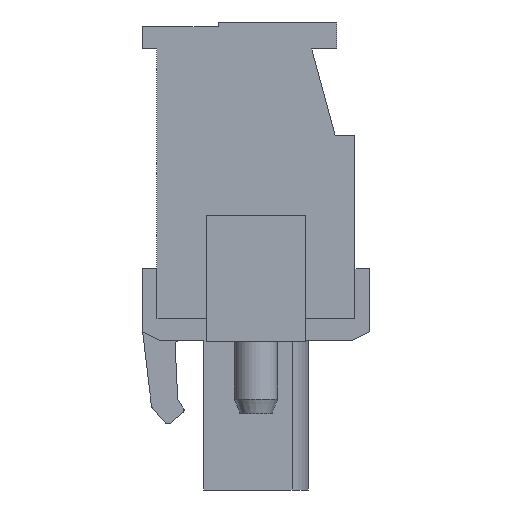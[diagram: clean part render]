
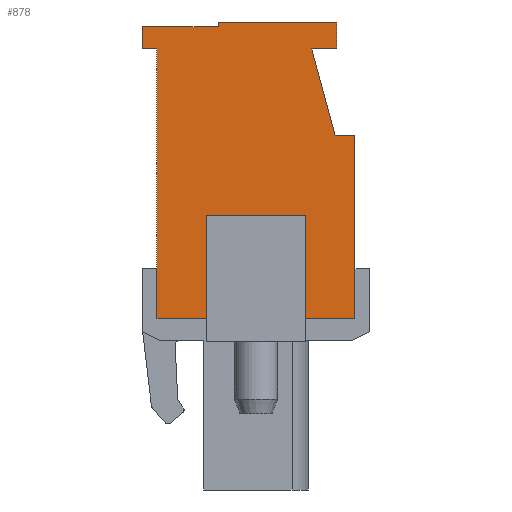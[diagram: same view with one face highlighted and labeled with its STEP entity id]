
A CAD part, left-side view. The second image highlights one B-rep face of the part: STEP entity #878.
In plain terms, the highlighted planar face has unit normal (-1, 0, 0).
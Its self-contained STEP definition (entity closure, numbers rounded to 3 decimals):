
#878 = ADVANCED_FACE( '', ( #1885 ), #1886, .T. );
#1885 = FACE_OUTER_BOUND( '', #3081, .T. );
#1886 = PLANE( '', #3082 );
#3081 = EDGE_LOOP( '', ( #5314, #5315, #5316, #5317, #5318, #5319, #5320, #5321, #5322, #5323, #5324, #5325, #5326, #5327, #5328, #5329 ) );
#3082 = AXIS2_PLACEMENT_3D( '', #5330, #5331, #5332 );
#5314 = ORIENTED_EDGE( '', *, *, #8143, .F. );
#5315 = ORIENTED_EDGE( '', *, *, #7542, .F. );
#5316 = ORIENTED_EDGE( '', *, *, #8065, .F. );
#5317 = ORIENTED_EDGE( '', *, *, #7349, .T. );
#5318 = ORIENTED_EDGE( '', *, *, #7385, .T. );
#5319 = ORIENTED_EDGE( '', *, *, #8144, .T. );
#5320 = ORIENTED_EDGE( '', *, *, #8145, .T. );
#5321 = ORIENTED_EDGE( '', *, *, #8146, .T. );
#5322 = ORIENTED_EDGE( '', *, *, #7691, .T. );
#5323 = ORIENTED_EDGE( '', *, *, #8147, .T. );
#5324 = ORIENTED_EDGE( '', *, *, #8148, .T. );
#5325 = ORIENTED_EDGE( '', *, *, #8118, .T. );
#5326 = ORIENTED_EDGE( '', *, *, #8149, .T. );
#5327 = ORIENTED_EDGE( '', *, *, #8054, .T. );
#5328 = ORIENTED_EDGE( '', *, *, #8150, .T. );
#5329 = ORIENTED_EDGE( '', *, *, #7351, .T. );
#5330 = CARTESIAN_POINT( '', ( -5.08, 0., 0. ) );
#5331 = DIRECTION( '', ( -1., 0., 0. ) );
#5332 = DIRECTION( '', ( 0., 0., 1. ) );
#7349 = EDGE_CURVE( '', #8797, #8795, #8798, .T. );
#7351 = EDGE_CURVE( '', #8774, #8799, #8801, .T. );
#7385 = EDGE_CURVE( '', #8795, #8859, #8861, .T. );
#7542 = EDGE_CURVE( '', #9135, #9136, #9137, .T. );
#7691 = EDGE_CURVE( '', #9385, #9386, #9387, .T. );
#8054 = EDGE_CURVE( '', #9959, #9960, #9961, .T. );
#8065 = EDGE_CURVE( '', #8797, #9135, #9978, .T. );
#8118 = EDGE_CURVE( '', #10055, #10056, #10057, .T. );
#8143 = EDGE_CURVE( '', #9136, #8799, #10090, .T. );
#8144 = EDGE_CURVE( '', #8859, #10091, #10092, .T. );
#8145 = EDGE_CURVE( '', #10091, #10093, #10094, .T. );
#8146 = EDGE_CURVE( '', #10093, #9385, #10095, .T. );
#8147 = EDGE_CURVE( '', #9386, #10096, #10097, .T. );
#8148 = EDGE_CURVE( '', #10096, #10055, #10098, .T. );
#8149 = EDGE_CURVE( '', #10056, #9959, #10099, .T. );
#8150 = EDGE_CURVE( '', #9960, #8774, #10100, .T. );
#8774 = VERTEX_POINT( '', #10879 );
#8795 = VERTEX_POINT( '', #10911 );
#8797 = VERTEX_POINT( '', #10914 );
#8798 = LINE( '', #10915, #10916 );
#8799 = VERTEX_POINT( '', #10917 );
#8801 = LINE( '', #10920, #10921 );
#8859 = VERTEX_POINT( '', #11007 );
#8861 = LINE( '', #11010, #11011 );
#9135 = VERTEX_POINT( '', #11393 );
#9136 = VERTEX_POINT( '', #11394 );
#9137 = LINE( '', #11395, #11396 );
#9385 = VERTEX_POINT( '', #11756 );
#9386 = VERTEX_POINT( '', #11757 );
#9387 = LINE( '', #11758, #11759 );
#9959 = VERTEX_POINT( '', #12594 );
#9960 = VERTEX_POINT( '', #12595 );
#9961 = LINE( '', #12596, #12597 );
#9978 = LINE( '', #12622, #12623 );
#10055 = VERTEX_POINT( '', #12734 );
#10056 = VERTEX_POINT( '', #12735 );
#10057 = LINE( '', #12736, #12737 );
#10090 = LINE( '', #12785, #12786 );
#10091 = VERTEX_POINT( '', #12787 );
#10092 = LINE( '', #12788, #12789 );
#10093 = VERTEX_POINT( '', #12790 );
#10094 = LINE( '', #12791, #12792 );
#10095 = LINE( '', #12793, #12794 );
#10096 = VERTEX_POINT( '', #12795 );
#10097 = LINE( '', #12796, #12797 );
#10098 = LINE( '', #12798, #12799 );
#10099 = LINE( '', #12800, #12801 );
#10100 = LINE( '', #12802, #12803 );
#10879 = CARTESIAN_POINT( '', ( -5.08, 5.5, -7.5 ) );
#10911 = CARTESIAN_POINT( '', ( -5.08, -5.5, -7.5 ) );
#10914 = CARTESIAN_POINT( '', ( -5.08, -2.75, -7.5 ) );
#10915 = CARTESIAN_POINT( '', ( -5.08, 5.5, -7.5 ) );
#10916 = VECTOR( '', #13738, 1000. );
#10917 = CARTESIAN_POINT( '', ( -5.08, 2.75, -7.5 ) );
#10920 = CARTESIAN_POINT( '', ( -5.08, 5.5, -7.5 ) );
#10921 = VECTOR( '', #13740, 1000. );
#11007 = CARTESIAN_POINT( '', ( -5.08, -5.5, 2.7 ) );
#11010 = CARTESIAN_POINT( '', ( -5.08, -5.5, -7.5 ) );
#11011 = VECTOR( '', #13770, 1000. );
#11393 = CARTESIAN_POINT( '', ( -5.08, -2.75, -1.75 ) );
#11394 = CARTESIAN_POINT( '', ( -5.08, 2.75, -1.75 ) );
#11395 = CARTESIAN_POINT( '', ( -5.08, -2.75, -1.75 ) );
#11396 = VECTOR( '', #13965, 1000. );
#11756 = CARTESIAN_POINT( '', ( -5.08, -4.5, 7.5 ) );
#11757 = CARTESIAN_POINT( '', ( -5.08, -4.5, 9. ) );
#11758 = CARTESIAN_POINT( '', ( -5.08, -4.5, 7.5 ) );
#11759 = VECTOR( '', #14102, 1000. );
#12594 = CARTESIAN_POINT( '', ( -5.08, 6.3, 7.5 ) );
#12595 = CARTESIAN_POINT( '', ( -5.08, 5.5, 7.5 ) );
#12596 = CARTESIAN_POINT( '', ( -5.08, 6.3, 7.5 ) );
#12597 = VECTOR( '', #14475, 1000. );
#12622 = CARTESIAN_POINT( '', ( -5.08, -2.75, -8.75 ) );
#12623 = VECTOR( '', #14484, 1000. );
#12734 = CARTESIAN_POINT( '', ( -5.08, 2.1, 8.75 ) );
#12735 = CARTESIAN_POINT( '', ( -5.08, 6.3, 8.75 ) );
#12736 = CARTESIAN_POINT( '', ( -5.08, 2.1, 8.75 ) );
#12737 = VECTOR( '', #14534, 1000. );
#12785 = CARTESIAN_POINT( '', ( -5.08, 2.75, -1.75 ) );
#12786 = VECTOR( '', #14553, 1000. );
#12787 = CARTESIAN_POINT( '', ( -5.08, -4.4, 2.7 ) );
#12788 = CARTESIAN_POINT( '', ( -5.08, -5.5, 2.7 ) );
#12789 = VECTOR( '', #14554, 1000. );
#12790 = CARTESIAN_POINT( '', ( -5.08, -3.1, 7.5 ) );
#12791 = CARTESIAN_POINT( '', ( -5.08, -4.4, 2.7 ) );
#12792 = VECTOR( '', #14555, 1000. );
#12793 = CARTESIAN_POINT( '', ( -5.08, -3.1, 7.5 ) );
#12794 = VECTOR( '', #14556, 1000. );
#12795 = CARTESIAN_POINT( '', ( -5.08, 2.1, 9. ) );
#12796 = CARTESIAN_POINT( '', ( -5.08, -4.5, 9. ) );
#12797 = VECTOR( '', #14557, 1000. );
#12798 = CARTESIAN_POINT( '', ( -5.08, 2.1, 9. ) );
#12799 = VECTOR( '', #14558, 1000. );
#12800 = CARTESIAN_POINT( '', ( -5.08, 6.3, 8.75 ) );
#12801 = VECTOR( '', #14559, 1000. );
#12802 = CARTESIAN_POINT( '', ( -5.08, 5.5, 7.5 ) );
#12803 = VECTOR( '', #14560, 1000. );
#13738 = DIRECTION( '', ( 0., -1., 0. ) );
#13740 = DIRECTION( '', ( 0., -1., 0. ) );
#13770 = DIRECTION( '', ( 0., 0., 1. ) );
#13965 = DIRECTION( '', ( 0., 1., 0. ) );
#14102 = DIRECTION( '', ( 0., 0., 1. ) );
#14475 = DIRECTION( '', ( 0., -1., 0. ) );
#14484 = DIRECTION( '', ( 0., 0., 1. ) );
#14534 = DIRECTION( '', ( 0., 1., 0. ) );
#14553 = DIRECTION( '', ( 0., 0., -1. ) );
#14554 = DIRECTION( '', ( 0., 1., 0. ) );
#14555 = DIRECTION( '', ( 0., 0.261, 0.965 ) );
#14556 = DIRECTION( '', ( 0., -1., 0. ) );
#14557 = DIRECTION( '', ( 0., 1., 0. ) );
#14558 = DIRECTION( '', ( 0., 0., -1. ) );
#14559 = DIRECTION( '', ( 0., 0., -1. ) );
#14560 = DIRECTION( '', ( 0., 0., -1. ) );
